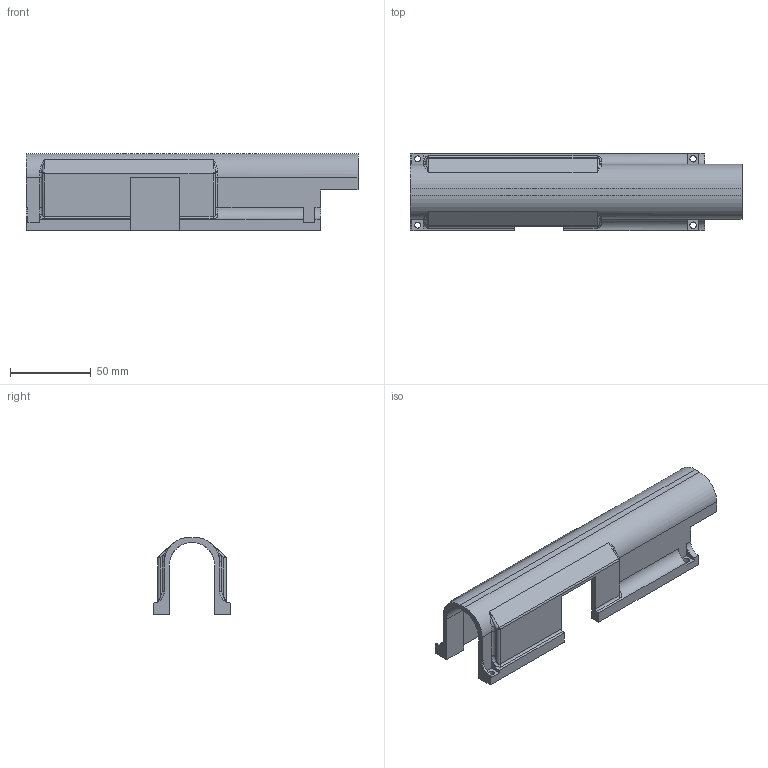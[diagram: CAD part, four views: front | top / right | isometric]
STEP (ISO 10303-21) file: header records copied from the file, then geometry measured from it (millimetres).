
FILE_DESCRIPTION(/* description */ ('Unknown'),/* implementation_level */ '2;1');
FILE_NAME(/* name */ 'Abdeckung_Driveshaft_Teil 2',/* time_stamp */ '2024-02-20T12:14:33+01:00',/* author */ ('Unknown'),/* organization */ ('Unknown'),/* preprocessor_version */ 'ST-DEVELOPER v18.102',/* originating_system */ 'Solid Edge',/* authorisation */ 'Unknown');
FILE_SCHEMA (('AUTOMOTIVE_DESIGN {1 0 10303 214 3 1 1}'));
Length unit declared in the file: millimetre
Products named in the file (1): Abdeckung_Driveshaft_Teil 2
Bounding box: 204.99 x 48 x 47.5 mm (x, y, z)
Volume: 80964.5 mm3; surface area: 48656.3 mm2
Topology: 1 solids, 1 shells, 117 faces, 310 edges, 186 vertices
Faces by surface type: plane 51, cylinder 36, bspline 14, torus 12, sphere 4
Full cylindrical faces by diameter (mm): 3.6 x2, 4 x2
Entity records: 3805 total; most frequent: CARTESIAN_POINT 983, ORIENTED_EDGE 586, DIRECTION 583, EDGE_CURVE 293, AXIS2_PLACEMENT_3D 210, VERTEX_POINT 182, LINE 163, VECTOR 163
